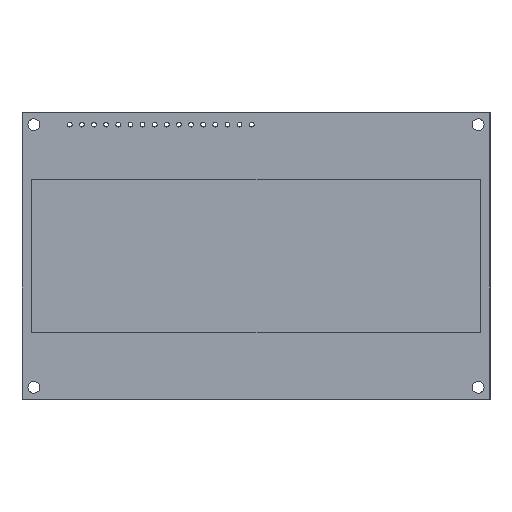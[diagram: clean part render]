
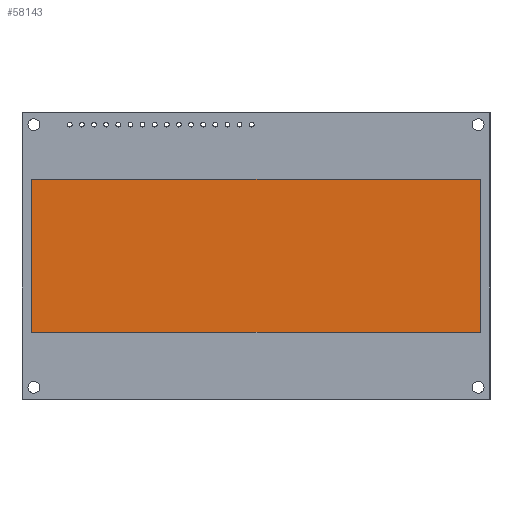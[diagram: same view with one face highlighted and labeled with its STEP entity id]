
A CAD part, top view. The second image highlights one B-rep face of the part: STEP entity #58143.
In plain terms, the highlighted face is planar.
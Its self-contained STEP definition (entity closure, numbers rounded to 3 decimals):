
#58034 = VERTEX_POINT('',#58035);
#58035 = CARTESIAN_POINT('',(-32.,4.7,-94.));
#58041 = EDGE_CURVE('',#58042,#58034,#58044,.T.);
#58042 = VERTEX_POINT('',#58043);
#58043 = CARTESIAN_POINT('',(0.,4.7,-94.));
#58044 = LINE('',#58045,#58046);
#58045 = CARTESIAN_POINT('',(0.,4.7,-94.));
#58046 = VECTOR('',#58047,1.);
#58047 = DIRECTION('',(-1.,0.,0.));
#58072 = EDGE_CURVE('',#58073,#58042,#58075,.T.);
#58073 = VERTEX_POINT('',#58074);
#58074 = CARTESIAN_POINT('',(0.,4.7,0.));
#58075 = LINE('',#58076,#58077);
#58076 = CARTESIAN_POINT('',(0.,4.7,0.));
#58077 = VECTOR('',#58078,1.);
#58078 = DIRECTION('',(0.,0.,-1.));
#58103 = EDGE_CURVE('',#58104,#58073,#58106,.T.);
#58104 = VERTEX_POINT('',#58105);
#58105 = CARTESIAN_POINT('',(-32.,4.7,0.));
#58106 = LINE('',#58107,#58108);
#58107 = CARTESIAN_POINT('',(-32.,4.7,0.));
#58108 = VECTOR('',#58109,1.);
#58109 = DIRECTION('',(1.,0.,0.));
#58132 = EDGE_CURVE('',#58034,#58104,#58133,.T.);
#58133 = LINE('',#58134,#58135);
#58134 = CARTESIAN_POINT('',(-32.,4.7,-94.));
#58135 = VECTOR('',#58136,1.);
#58136 = DIRECTION('',(0.,0.,1.));
#58143 = ADVANCED_FACE('',(#58144),#58150,.T.);
#58144 = FACE_BOUND('',#58145,.T.);
#58145 = EDGE_LOOP('',(#58146,#58147,#58148,#58149));
#58146 = ORIENTED_EDGE('',*,*,#58132,.T.);
#58147 = ORIENTED_EDGE('',*,*,#58103,.T.);
#58148 = ORIENTED_EDGE('',*,*,#58072,.T.);
#58149 = ORIENTED_EDGE('',*,*,#58041,.T.);
#58150 = PLANE('',#58151);
#58151 = AXIS2_PLACEMENT_3D('',#58152,#58153,#58154);
#58152 = CARTESIAN_POINT('',(-16.,4.7,-47.));
#58153 = DIRECTION('',(0.,1.,0.));
#58154 = DIRECTION('',(0.,0.,1.));
